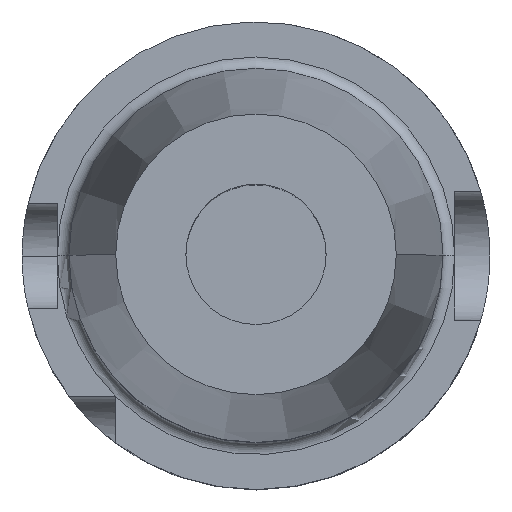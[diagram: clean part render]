
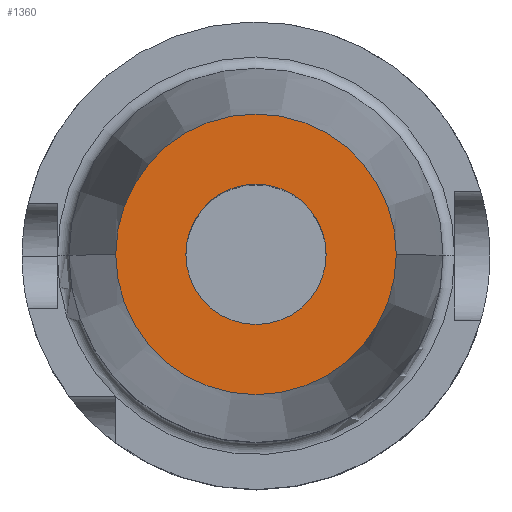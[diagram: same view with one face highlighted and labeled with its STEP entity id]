
A CAD part, top view. The second image highlights one B-rep face of the part: STEP entity #1360.
In plain terms, the highlighted planar face has unit normal (0, 0, 1).
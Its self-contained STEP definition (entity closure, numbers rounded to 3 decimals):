
#38 = EDGE_LOOP ( 'NONE', ( #271, #897 ) ) ;
#69 = CIRCLE ( 'NONE', #2770, 6. ) ;
#243 = DIRECTION ( 'NONE',  ( 0., 0., -1. ) ) ;
#271 = ORIENTED_EDGE ( 'NONE', *, *, #393, .T. ) ;
#273 = AXIS2_PLACEMENT_3D ( 'NONE', #2473, #278, #2228 ) ;
#278 = DIRECTION ( 'NONE',  ( 0., 0., 1. ) ) ;
#308 = CIRCLE ( 'NONE', #574, 12. ) ;
#344 = DIRECTION ( 'NONE',  ( -1., 0., 0. ) ) ;
#393 = EDGE_CURVE ( 'NONE', #1354, #1774, #1987, .T. ) ;
#497 = CARTESIAN_POINT ( 'NONE',  ( -6., 0., 90. ) ) ;
#574 = AXIS2_PLACEMENT_3D ( 'NONE', #606, #2558, #1344 ) ;
#588 = EDGE_CURVE ( 'NONE', #1774, #1354, #69, .T. ) ;
#591 = DIRECTION ( 'NONE',  ( 0., 0., -1. ) ) ;
#606 = CARTESIAN_POINT ( 'NONE',  ( 0., 0., 90. ) ) ;
#702 = ORIENTED_EDGE ( 'NONE', *, *, #2842, .F. ) ;
#730 = DIRECTION ( 'NONE',  ( 0., 0., -1. ) ) ;
#897 = ORIENTED_EDGE ( 'NONE', *, *, #588, .T. ) ;
#1200 = EDGE_CURVE ( 'NONE', #3180, #1489, #308, .T. ) ;
#1272 = AXIS2_PLACEMENT_3D ( 'NONE', #3194, #730, #2895 ) ;
#1332 = AXIS2_PLACEMENT_3D ( 'NONE', #3182, #243, #2434 ) ;
#1344 = DIRECTION ( 'NONE',  ( -1., 0., 0. ) ) ;
#1354 = VERTEX_POINT ( 'NONE', #497 ) ;
#1360 = ADVANCED_FACE ( 'NONE', ( #1754, #2310 ), #1504, .T. ) ;
#1489 = VERTEX_POINT ( 'NONE', #2373 ) ;
#1504 = PLANE ( 'NONE',  #273 ) ;
#1566 = CARTESIAN_POINT ( 'NONE',  ( 0., 0., 90. ) ) ;
#1626 = EDGE_LOOP ( 'NONE', ( #3026, #702 ) ) ;
#1754 = FACE_BOUND ( 'NONE', #38, .T. ) ;
#1774 = VERTEX_POINT ( 'NONE', #2043 ) ;
#1987 = CIRCLE ( 'NONE', #1332, 6. ) ;
#2039 = CIRCLE ( 'NONE', #1272, 12. ) ;
#2043 = CARTESIAN_POINT ( 'NONE',  ( 6., 0., 90. ) ) ;
#2228 = DIRECTION ( 'NONE',  ( 1., 0., 0. ) ) ;
#2310 = FACE_OUTER_BOUND ( 'NONE', #1626, .T. ) ;
#2373 = CARTESIAN_POINT ( 'NONE',  ( 12., 0., 90. ) ) ;
#2434 = DIRECTION ( 'NONE',  ( -1., 0., 0. ) ) ;
#2473 = CARTESIAN_POINT ( 'NONE',  ( 0., 0., 90. ) ) ;
#2558 = DIRECTION ( 'NONE',  ( 0., 0., -1. ) ) ;
#2628 = CARTESIAN_POINT ( 'NONE',  ( -12., 0., 90. ) ) ;
#2770 = AXIS2_PLACEMENT_3D ( 'NONE', #1566, #591, #344 ) ;
#2842 = EDGE_CURVE ( 'NONE', #1489, #3180, #2039, .T. ) ;
#2895 = DIRECTION ( 'NONE',  ( -1., 0., 0. ) ) ;
#3026 = ORIENTED_EDGE ( 'NONE', *, *, #1200, .F. ) ;
#3180 = VERTEX_POINT ( 'NONE', #2628 ) ;
#3182 = CARTESIAN_POINT ( 'NONE',  ( 0., 0., 90. ) ) ;
#3194 = CARTESIAN_POINT ( 'NONE',  ( 0., 0., 90. ) ) ;
